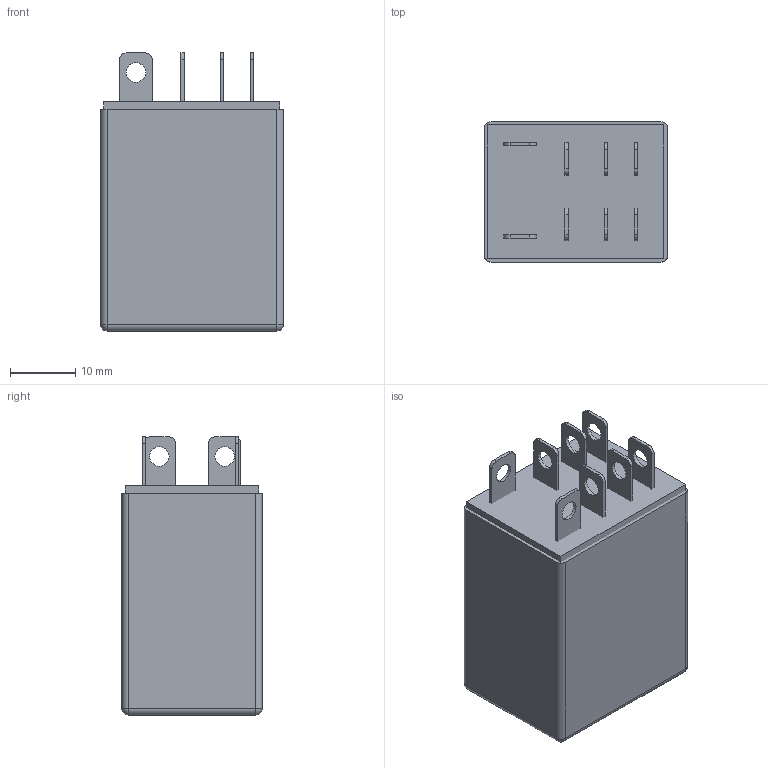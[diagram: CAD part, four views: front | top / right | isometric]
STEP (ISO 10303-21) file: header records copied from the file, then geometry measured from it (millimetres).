
FILE_DESCRIPTION(('FreeCAD Model'),'2;1');
FILE_NAME('Open CASCADE Shape Model','2024-06-27T08:37:00',(''),(''), 'Open CASCADE STEP processor 7.6','FreeCAD','Unknown');
FILE_SCHEMA(('AUTOMOTIVE_DESIGN { 1 0 10303 214 1 1 1 1 }'));
Length unit declared in the file: millimetre
Products named in the file (6): RelayLY2; Bobina; Actuador; Pins; Cover; Base
Assembly tree (5 placements, depth 2):
  RelayLY2
    Bobina
    Actuador
    Pins
    Cover
    Base
Bounding box: 28 x 21.5 x 42.6 mm (x, y, z)
Volume: 8762.1 mm3; surface area: 13681.4 mm2
Topology: 5 solids, 5 shells, 206 faces, 488 edges, 313 vertices
Faces by surface type: plane 149, cylinder 48, torus 5, sphere 4
Full cylindrical faces by diameter (mm): 2.394 x2, 2.584 x2, 3 x8, 8 x1, 13 x1
Entity records: 6099 total; most frequent: DIRECTION 1010, CARTESIAN_POINT 1009, ORIENTED_EDGE 968, EDGE_CURVE 484, LINE 382, VECTOR 382, AXIS2_PLACEMENT_3D 314, VERTEX_POINT 313
